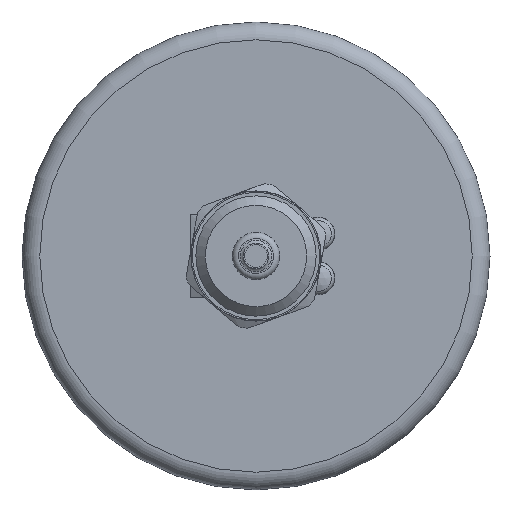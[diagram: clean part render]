
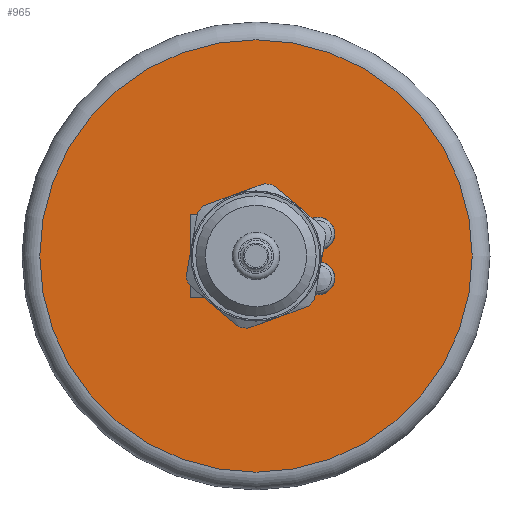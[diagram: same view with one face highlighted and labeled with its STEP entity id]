
A CAD part, front view. The second image highlights one B-rep face of the part: STEP entity #965.
In plain terms, the highlighted planar face has unit normal (0, -1, 0).
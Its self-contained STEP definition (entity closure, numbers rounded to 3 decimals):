
#54=FACE_BOUND('',#275,.T.);
#55=FACE_BOUND('',#276,.T.);
#56=FACE_BOUND('',#277,.T.);
#73=PLANE('',#1108);
#105=LINE('',#1721,#144);
#106=LINE('',#1723,#145);
#107=LINE('',#1725,#146);
#108=LINE('',#1726,#147);
#144=VECTOR('',#1393,10.);
#145=VECTOR('',#1394,10.);
#146=VECTOR('',#1395,10.);
#147=VECTOR('',#1396,10.);
#212=FACE_OUTER_BOUND('',#274,.T.);
#274=EDGE_LOOP('',(#832,#833));
#275=EDGE_LOOP('',(#834,#835));
#276=EDGE_LOOP('',(#836,#837));
#277=EDGE_LOOP('',(#838,#839,#840,#841));
#342=CIRCLE('',#1083,2.8);
#343=CIRCLE('',#1084,2.8);
#350=CIRCLE('',#1094,2.8);
#351=CIRCLE('',#1095,2.8);
#360=CIRCLE('',#1109,36.5);
#361=CIRCLE('',#1110,36.5);
#438=VERTEX_POINT('',#1668);
#439=VERTEX_POINT('',#1669);
#445=VERTEX_POINT('',#1687);
#446=VERTEX_POINT('',#1688);
#455=VERTEX_POINT('',#1715);
#456=VERTEX_POINT('',#1716);
#457=VERTEX_POINT('',#1719);
#458=VERTEX_POINT('',#1720);
#459=VERTEX_POINT('',#1722);
#460=VERTEX_POINT('',#1724);
#566=EDGE_CURVE('',#438,#439,#342,.T.);
#567=EDGE_CURVE('',#439,#438,#343,.T.);
#575=EDGE_CURVE('',#445,#446,#350,.T.);
#576=EDGE_CURVE('',#446,#445,#351,.T.);
#588=EDGE_CURVE('',#455,#456,#360,.T.);
#589=EDGE_CURVE('',#456,#455,#361,.T.);
#590=EDGE_CURVE('',#457,#458,#105,.T.);
#591=EDGE_CURVE('',#459,#457,#106,.T.);
#592=EDGE_CURVE('',#460,#459,#107,.T.);
#593=EDGE_CURVE('',#458,#460,#108,.T.);
#832=ORIENTED_EDGE('',*,*,#588,.F.);
#833=ORIENTED_EDGE('',*,*,#589,.F.);
#834=ORIENTED_EDGE('',*,*,#566,.T.);
#835=ORIENTED_EDGE('',*,*,#567,.T.);
#836=ORIENTED_EDGE('',*,*,#575,.T.);
#837=ORIENTED_EDGE('',*,*,#576,.T.);
#838=ORIENTED_EDGE('',*,*,#590,.F.);
#839=ORIENTED_EDGE('',*,*,#591,.F.);
#840=ORIENTED_EDGE('',*,*,#592,.F.);
#841=ORIENTED_EDGE('',*,*,#593,.F.);
#965=ADVANCED_FACE('',(#212,#54,#55,#56),#73,.T.);
#1083=AXIS2_PLACEMENT_3D('',#1670,#1333,#1334);
#1084=AXIS2_PLACEMENT_3D('',#1671,#1335,#1336);
#1094=AXIS2_PLACEMENT_3D('',#1689,#1356,#1357);
#1095=AXIS2_PLACEMENT_3D('',#1690,#1358,#1359);
#1108=AXIS2_PLACEMENT_3D('',#1714,#1387,#1388);
#1109=AXIS2_PLACEMENT_3D('',#1717,#1389,#1390);
#1110=AXIS2_PLACEMENT_3D('',#1718,#1391,#1392);
#1333=DIRECTION('center_axis',(0.,1.,0.));
#1334=DIRECTION('ref_axis',(-1.,0.,0.));
#1335=DIRECTION('center_axis',(0.,1.,0.));
#1336=DIRECTION('ref_axis',(-1.,0.,0.));
#1356=DIRECTION('center_axis',(0.,1.,0.));
#1357=DIRECTION('ref_axis',(-1.,0.,0.));
#1358=DIRECTION('center_axis',(0.,1.,0.));
#1359=DIRECTION('ref_axis',(-1.,0.,0.));
#1387=DIRECTION('center_axis',(0.,-1.,0.));
#1388=DIRECTION('ref_axis',(1.,0.,0.));
#1389=DIRECTION('center_axis',(0.,1.,0.));
#1390=DIRECTION('ref_axis',(0.,0.,
-1.));
#1391=DIRECTION('center_axis',(0.,1.,0.));
#1392=DIRECTION('ref_axis',(0.,0.,
-1.));
#1393=DIRECTION('',(0.,0.,-1.));
#1394=DIRECTION('',(-1.,0.,0.));
#1395=DIRECTION('',(0.,0.,1.));
#1396=DIRECTION('',(1.,0.,0.));
#1668=CARTESIAN_POINT('',(7.7,23.2,3.25));
#1669=CARTESIAN_POINT('',(13.3,23.2,3.25));
#1670=CARTESIAN_POINT('Origin',(10.5,23.2,3.25));
#1671=CARTESIAN_POINT('Origin',(10.5,23.2,3.25));
#1687=CARTESIAN_POINT('',(7.7,23.2,10.75));
#1688=CARTESIAN_POINT('',(13.3,23.2,10.75));
#1689=CARTESIAN_POINT('Origin',(10.5,23.2,10.75));
#1690=CARTESIAN_POINT('Origin',(10.5,23.2,10.75));
#1714=CARTESIAN_POINT('Origin',(0.,23.2,-11.25));
#1715=CARTESIAN_POINT('',(0.,23.2,-29.5));
#1716=CARTESIAN_POINT('',(36.5,23.2,7.));
#1717=CARTESIAN_POINT('Origin',(0.,23.2,7.));
#1718=CARTESIAN_POINT('Origin',(0.,23.2,7.));
#1719=CARTESIAN_POINT('',(-11.,23.2,14.));
#1720=CARTESIAN_POINT('',(-11.,23.2,0.));
#1721=CARTESIAN_POINT('',(-11.,23.2,-5.625));
#1722=CARTESIAN_POINT('',(7.,23.2,14.));
#1723=CARTESIAN_POINT('',(3.727,23.2,14.));
#1724=CARTESIAN_POINT('',(7.,23.2,0.));
#1725=CARTESIAN_POINT('',(7.,23.2,-5.625));
#1726=CARTESIAN_POINT('',(3.727,23.2,0.));
